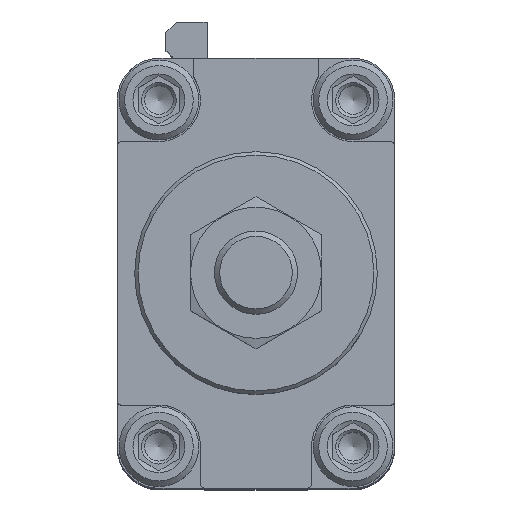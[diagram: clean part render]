
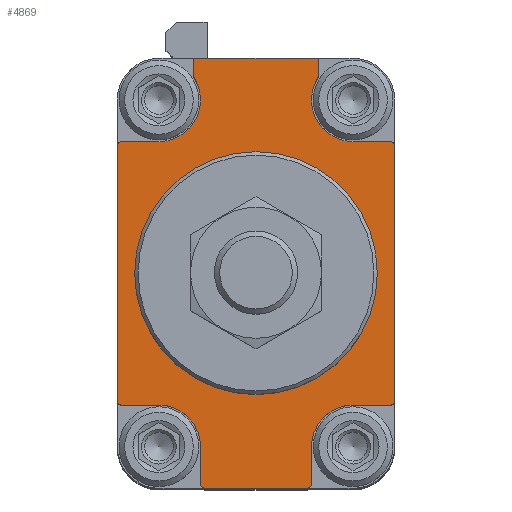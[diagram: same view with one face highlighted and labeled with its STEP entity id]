
A CAD part, top view. The second image highlights one B-rep face of the part: STEP entity #4869.
In plain terms, the highlighted planar face has unit normal (0, 0, 1).
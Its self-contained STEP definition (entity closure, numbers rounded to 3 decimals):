
#167=LINE('',#7587,#491);
#175=LINE('',#7609,#499);
#183=LINE('',#7633,#507);
#194=LINE('',#7665,#518);
#211=LINE('',#7698,#535);
#212=LINE('',#7704,#536);
#213=LINE('',#7708,#537);
#214=LINE('',#7713,#538);
#215=LINE('',#7717,#539);
#216=LINE('',#7722,#540);
#217=LINE('',#7726,#541);
#218=LINE('',#7727,#542);
#491=VECTOR('',#5895,1000.);
#499=VECTOR('',#5913,1000.);
#507=VECTOR('',#5933,1000.);
#518=VECTOR('',#5960,1000.);
#535=VECTOR('',#5981,1000.);
#536=VECTOR('',#5986,1000.);
#537=VECTOR('',#5989,1000.);
#538=VECTOR('',#5994,1000.);
#539=VECTOR('',#5997,1000.);
#540=VECTOR('',#6002,1000.);
#541=VECTOR('',#6005,1000.);
#542=VECTOR('',#6006,1000.);
#813=PLANE('',#5269);
#994=CIRCLE('',#5270,17.5);
#995=CIRCLE('',#5271,0.6);
#996=CIRCLE('',#5272,0.6);
#997=CIRCLE('',#5273,6.);
#998=CIRCLE('',#5274,0.6);
#999=CIRCLE('',#5275,0.6);
#1000=CIRCLE('',#5276,6.);
#1001=CIRCLE('',#5277,0.6);
#1002=CIRCLE('',#5278,0.6);
#1003=CIRCLE('',#5279,6.);
#1004=CIRCLE('',#5280,6.);
#1355=ORIENTED_EDGE('',*,*,#2674,.T.);
#1356=ORIENTED_EDGE('',*,*,#2675,.T.);
#1357=ORIENTED_EDGE('',*,*,#2676,.T.);
#1358=ORIENTED_EDGE('',*,*,#2617,.T.);
#1359=ORIENTED_EDGE('',*,*,#2677,.T.);
#1360=ORIENTED_EDGE('',*,*,#2678,.T.);
#1361=ORIENTED_EDGE('',*,*,#2679,.F.);
#1362=ORIENTED_EDGE('',*,*,#2680,.T.);
#1363=ORIENTED_EDGE('',*,*,#2681,.T.);
#1364=ORIENTED_EDGE('',*,*,#2628,.T.);
#1365=ORIENTED_EDGE('',*,*,#2682,.T.);
#1366=ORIENTED_EDGE('',*,*,#2683,.T.);
#1367=ORIENTED_EDGE('',*,*,#2684,.F.);
#1368=ORIENTED_EDGE('',*,*,#2685,.T.);
#1369=ORIENTED_EDGE('',*,*,#2686,.T.);
#1370=ORIENTED_EDGE('',*,*,#2640,.T.);
#1371=ORIENTED_EDGE('',*,*,#2687,.T.);
#1372=ORIENTED_EDGE('',*,*,#2688,.T.);
#1373=ORIENTED_EDGE('',*,*,#2689,.F.);
#1374=ORIENTED_EDGE('',*,*,#2690,.T.);
#1375=ORIENTED_EDGE('',*,*,#2657,.T.);
#1376=ORIENTED_EDGE('',*,*,#2691,.T.);
#1377=ORIENTED_EDGE('',*,*,#2692,.F.);
#2617=EDGE_CURVE('',#3283,#3282,#167,.T.);
#2628=EDGE_CURVE('',#3292,#3291,#175,.T.);
#2640=EDGE_CURVE('',#3302,#3301,#183,.T.);
#2657=EDGE_CURVE('',#3315,#3314,#194,.T.);
#2674=EDGE_CURVE('',#3328,#3328,#994,.T.);
#2675=EDGE_CURVE('',#3329,#3330,#211,.T.);
#2676=EDGE_CURVE('',#3330,#3283,#995,.T.);
#2677=EDGE_CURVE('',#3282,#3331,#996,.T.);
#2678=EDGE_CURVE('',#3331,#3332,#212,.T.);
#2679=EDGE_CURVE('',#3333,#3332,#997,.T.);
#2680=EDGE_CURVE('',#3333,#3334,#213,.T.);
#2681=EDGE_CURVE('',#3334,#3292,#998,.T.);
#2682=EDGE_CURVE('',#3291,#3335,#999,.T.);
#2683=EDGE_CURVE('',#3335,#3336,#214,.T.);
#2684=EDGE_CURVE('',#3337,#3336,#1000,.T.);
#2685=EDGE_CURVE('',#3337,#3338,#215,.T.);
#2686=EDGE_CURVE('',#3338,#3302,#1001,.T.);
#2687=EDGE_CURVE('',#3301,#3339,#1002,.T.);
#2688=EDGE_CURVE('',#3339,#3340,#216,.T.);
#2689=EDGE_CURVE('',#3341,#3340,#1003,.T.);
#2690=EDGE_CURVE('',#3341,#3315,#217,.T.);
#2691=EDGE_CURVE('',#3314,#3342,#218,.T.);
#2692=EDGE_CURVE('',#3329,#3342,#1004,.T.);
#3282=VERTEX_POINT('',#7586);
#3283=VERTEX_POINT('',#7588);
#3291=VERTEX_POINT('',#7608);
#3292=VERTEX_POINT('',#7610);
#3301=VERTEX_POINT('',#7632);
#3302=VERTEX_POINT('',#7634);
#3314=VERTEX_POINT('',#7664);
#3315=VERTEX_POINT('',#7666);
#3328=VERTEX_POINT('',#7697);
#3329=VERTEX_POINT('',#7699);
#3330=VERTEX_POINT('',#7700);
#3331=VERTEX_POINT('',#7703);
#3332=VERTEX_POINT('',#7705);
#3333=VERTEX_POINT('',#7707);
#3334=VERTEX_POINT('',#7709);
#3335=VERTEX_POINT('',#7712);
#3336=VERTEX_POINT('',#7714);
#3337=VERTEX_POINT('',#7716);
#3338=VERTEX_POINT('',#7718);
#3339=VERTEX_POINT('',#7721);
#3340=VERTEX_POINT('',#7723);
#3341=VERTEX_POINT('',#7725);
#3342=VERTEX_POINT('',#7728);
#3831=EDGE_LOOP('',(#1355));
#3832=EDGE_LOOP('',(#1356,#1357,#1358,#1359,#1360,#1361,#1362,#1363,#1364,
#1365,#1366,#1367,#1368,#1369,#1370,#1371,#1372,#1373,#1374,#1375,#1376,
#1377));
#4319=FACE_BOUND('',#3831,.T.);
#4320=FACE_BOUND('',#3832,.T.);
#4869=ADVANCED_FACE('',(#4319,#4320),#813,.T.);
#5269=AXIS2_PLACEMENT_3D('',#7695,#5977,#5978);
#5270=AXIS2_PLACEMENT_3D('',#7696,#5979,#5980);
#5271=AXIS2_PLACEMENT_3D('',#7701,#5982,#5983);
#5272=AXIS2_PLACEMENT_3D('',#7702,#5984,#5985);
#5273=AXIS2_PLACEMENT_3D('',#7706,#5987,#5988);
#5274=AXIS2_PLACEMENT_3D('',#7710,#5990,#5991);
#5275=AXIS2_PLACEMENT_3D('',#7711,#5992,#5993);
#5276=AXIS2_PLACEMENT_3D('',#7715,#5995,#5996);
#5277=AXIS2_PLACEMENT_3D('',#7719,#5998,#5999);
#5278=AXIS2_PLACEMENT_3D('',#7720,#6000,#6001);
#5279=AXIS2_PLACEMENT_3D('',#7724,#6003,#6004);
#5280=AXIS2_PLACEMENT_3D('',#7729,#6007,#6008);
#5895=DIRECTION('',(0.,-1.,0.));
#5913=DIRECTION('',(1.,0.,0.));
#5933=DIRECTION('',(0.,1.,0.));
#5960=DIRECTION('',(-1.,0.,0.));
#5977=DIRECTION('',(0.,0.,1.));
#5978=DIRECTION('',(1.,0.,0.));
#5979=DIRECTION('',(0.,0.,-1.));
#5980=DIRECTION('',(-1.,0.,0.));
#5981=DIRECTION('',(-1.,0.,0.));
#5982=DIRECTION('',(0.,0.,1.));
#5983=DIRECTION('',(1.,0.,0.));
#5984=DIRECTION('',(0.,0.,1.));
#5985=DIRECTION('',(1.,0.,0.));
#5986=DIRECTION('',(1.,0.,0.));
#5987=DIRECTION('',(0.,0.,1.));
#5988=DIRECTION('',(1.,0.,0.));
#5989=DIRECTION('',(0.,-1.,0.));
#5990=DIRECTION('',(0.,0.,1.));
#5991=DIRECTION('',(1.,0.,0.));
#5992=DIRECTION('',(0.,0.,1.));
#5993=DIRECTION('',(1.,0.,0.));
#5994=DIRECTION('',(0.,1.,0.));
#5995=DIRECTION('',(0.,0.,1.));
#5996=DIRECTION('',(1.,0.,0.));
#5997=DIRECTION('',(1.,0.,0.));
#5998=DIRECTION('',(0.,0.,1.));
#5999=DIRECTION('',(1.,0.,0.));
#6000=DIRECTION('',(0.,0.,1.));
#6001=DIRECTION('',(1.,0.,0.));
#6002=DIRECTION('',(-1.,0.,0.));
#6003=DIRECTION('',(0.,0.,1.));
#6004=DIRECTION('',(1.,0.,0.));
#6005=DIRECTION('',(0.,1.,0.));
#6006=DIRECTION('',(0.,-1.,0.));
#6007=DIRECTION('',(0.,0.,1.));
#6008=DIRECTION('',(1.,0.,0.));
#7586=CARTESIAN_POINT('',(-20.,-18.4,0.));
#7587=CARTESIAN_POINT('',(-20.,25.,0.));
#7588=CARTESIAN_POINT('',(-20.,18.4,0.));
#7608=CARTESIAN_POINT('',(7.4,-31.,0.));
#7609=CARTESIAN_POINT('',(-14.,-31.,0.));
#7610=CARTESIAN_POINT('',(-7.4,-31.,0.));
#7632=CARTESIAN_POINT('',(20.,18.4,0.));
#7633=CARTESIAN_POINT('',(20.,-25.,0.));
#7634=CARTESIAN_POINT('',(20.,-18.4,0.));
#7664=CARTESIAN_POINT('',(-9.,31.,0.));
#7665=CARTESIAN_POINT('',(14.,31.,0.));
#7666=CARTESIAN_POINT('',(9.,31.,0.));
#7695=CARTESIAN_POINT('',(-14.,25.,0.));
#7696=CARTESIAN_POINT('',(0.,0.,0.));
#7697=CARTESIAN_POINT('',(-17.5,0.,0.));
#7698=CARTESIAN_POINT('',(-14.,19.,0.));
#7699=CARTESIAN_POINT('',(-14.,19.,0.));
#7700=CARTESIAN_POINT('',(-19.4,19.,0.));
#7701=CARTESIAN_POINT('',(-19.4,18.4,0.));
#7702=CARTESIAN_POINT('',(-19.4,-18.4,0.));
#7703=CARTESIAN_POINT('',(-19.4,-19.,0.));
#7704=CARTESIAN_POINT('',(-19.4,-19.,0.));
#7705=CARTESIAN_POINT('',(-14.,-19.,0.));
#7706=CARTESIAN_POINT('',(-14.,-25.,0.));
#7707=CARTESIAN_POINT('',(-8.,-25.,0.));
#7708=CARTESIAN_POINT('',(-8.,-25.,0.));
#7709=CARTESIAN_POINT('',(-8.,-30.4,0.));
#7710=CARTESIAN_POINT('',(-7.4,-30.4,0.));
#7711=CARTESIAN_POINT('',(7.4,-30.4,0.));
#7712=CARTESIAN_POINT('',(8.,-30.4,0.));
#7713=CARTESIAN_POINT('',(8.,-30.4,0.));
#7714=CARTESIAN_POINT('',(8.,-25.,0.));
#7715=CARTESIAN_POINT('',(14.,-25.,0.));
#7716=CARTESIAN_POINT('',(14.,-19.,0.));
#7717=CARTESIAN_POINT('',(14.,-19.,0.));
#7718=CARTESIAN_POINT('',(19.4,-19.,0.));
#7719=CARTESIAN_POINT('',(19.4,-18.4,0.));
#7720=CARTESIAN_POINT('',(19.4,18.4,0.));
#7721=CARTESIAN_POINT('',(19.4,19.,0.));
#7722=CARTESIAN_POINT('',(19.4,19.,0.));
#7723=CARTESIAN_POINT('',(14.,19.,0.));
#7724=CARTESIAN_POINT('',(14.,25.,0.));
#7725=CARTESIAN_POINT('',(9.,28.317,0.));
#7726=CARTESIAN_POINT('',(9.,28.317,0.));
#7727=CARTESIAN_POINT('',(-9.,31.,0.));
#7728=CARTESIAN_POINT('',(-9.,28.317,0.));
#7729=CARTESIAN_POINT('',(-14.,25.,0.));
